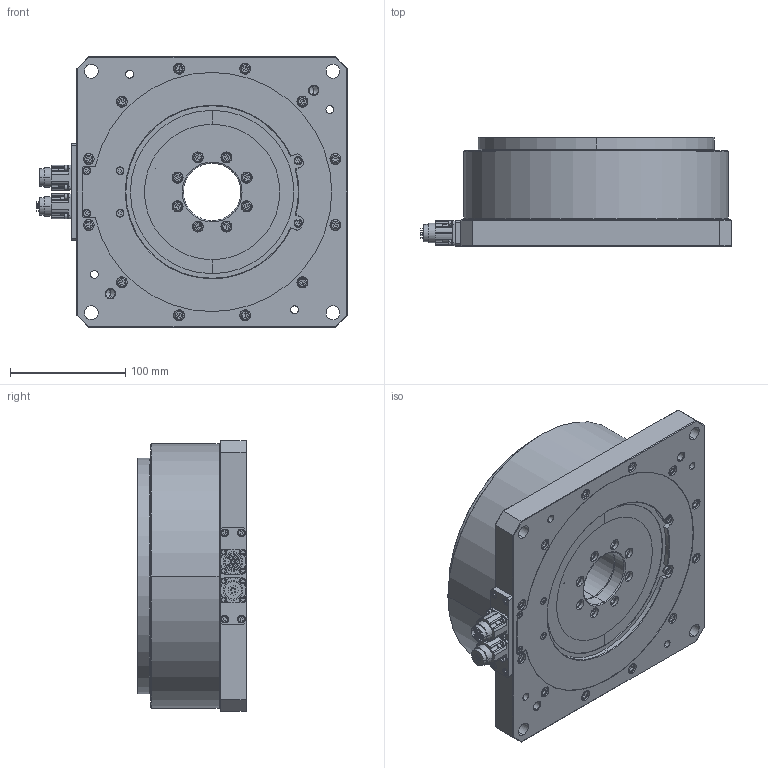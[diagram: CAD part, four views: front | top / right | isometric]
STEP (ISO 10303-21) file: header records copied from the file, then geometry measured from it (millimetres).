
FILE_DESCRIPTION (( 'STEP AP203' ), '1' );
FILE_NAME ('T19C1200_A1_直驅馬達_DMN95G.STEP', '2020-01-03T01:48:19', ( '' ), ( '' ), 'SwSTEP 2.0', 'SolidWorks 2015', '' );
FILE_SCHEMA (( 'CONFIG_CONTROL_DESIGN' ));
Length unit declared in the file: millimetre
Products named in the file (1): T19C1200_A1_直驅馬達_DMN95G
Bounding box: 270 x 95 x 235 mm (x, y, z)
Volume: 3702350.8 mm3; surface area: 231565.3 mm2
Topology: 1 solids, 15 shells, 1510 faces, 3696 edges, 2324 vertices
Faces by surface type: plane 718, cylinder 436, cone 270, bspline 76, torus 10
Entity records: 44934 total; most frequent: CARTESIAN_POINT 9863, DIRECTION 7348, ORIENTED_EDGE 7144, EDGE_CURVE 3572, AXIS2_PLACEMENT_3D 2701, VERTEX_POINT 2324, VECTOR 1946, LINE 1946
